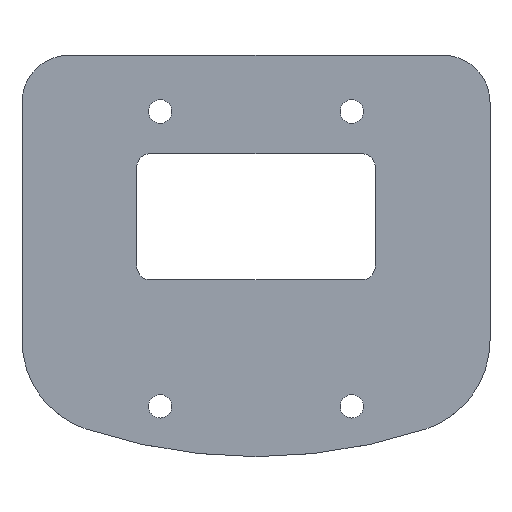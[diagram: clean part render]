
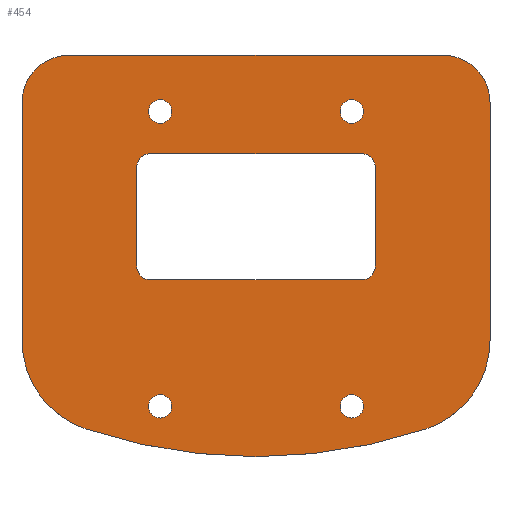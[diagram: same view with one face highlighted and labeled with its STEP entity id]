
A CAD part, top view. The second image highlights one B-rep face of the part: STEP entity #454.
In plain terms, the highlighted planar face has unit normal (0, 0, 1).
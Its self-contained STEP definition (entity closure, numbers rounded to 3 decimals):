
#15=FACE_BOUND('',#79,.T.);
#16=FACE_BOUND('',#80,.T.);
#17=FACE_BOUND('',#81,.T.);
#18=FACE_BOUND('',#82,.T.);
#19=FACE_BOUND('',#83,.T.);
#32=PLANE('',#519);
#55=FACE_OUTER_BOUND('',#78,.T.);
#78=EDGE_LOOP('',(#377,#378,#379,#380,#381,#382,#383,#384,#385));
#79=EDGE_LOOP('',(#386,#387,#388,#389,#390,#391,#392,#393));
#80=EDGE_LOOP('',(#394));
#81=EDGE_LOOP('',(#395));
#82=EDGE_LOOP('',(#396));
#83=EDGE_LOOP('',(#397));
#96=LINE('',#692,#131);
#100=LINE('',#704,#135);
#104=LINE('',#716,#139);
#108=LINE('',#728,#143);
#112=LINE('',#740,#147);
#116=LINE('',#752,#151);
#120=LINE('',#764,#155);
#131=VECTOR('',#555,10.);
#135=VECTOR('',#567,10.);
#139=VECTOR('',#579,10.);
#143=VECTOR('',#591,10.);
#147=VECTOR('',#603,10.);
#151=VECTOR('',#615,10.);
#155=VECTOR('',#627,10.);
#160=CIRCLE('',#471,2.5);
#162=CIRCLE('',#474,2.5);
#164=CIRCLE('',#477,2.5);
#166=CIRCLE('',#480,2.5);
#169=CIRCLE('',#485,3.);
#171=CIRCLE('',#489,3.);
#173=CIRCLE('',#493,3.);
#175=CIRCLE('',#497,3.);
#177=CIRCLE('',#501,10.);
#179=CIRCLE('',#505,10.);
#181=CIRCLE('',#509,20.);
#183=CIRCLE('',#512,115.);
#185=CIRCLE('',#515,115.);
#187=CIRCLE('',#518,20.);
#188=VERTEX_POINT('',#662);
#190=VERTEX_POINT('',#668);
#192=VERTEX_POINT('',#674);
#194=VERTEX_POINT('',#680);
#198=VERTEX_POINT('',#689);
#199=VERTEX_POINT('',#691);
#201=VERTEX_POINT('',#697);
#203=VERTEX_POINT('',#703);
#205=VERTEX_POINT('',#709);
#207=VERTEX_POINT('',#715);
#209=VERTEX_POINT('',#721);
#211=VERTEX_POINT('',#727);
#214=VERTEX_POINT('',#737);
#215=VERTEX_POINT('',#739);
#217=VERTEX_POINT('',#745);
#219=VERTEX_POINT('',#751);
#221=VERTEX_POINT('',#757);
#223=VERTEX_POINT('',#763);
#225=VERTEX_POINT('',#769);
#227=VERTEX_POINT('',#775);
#229=VERTEX_POINT('',#781);
#230=EDGE_CURVE('',#188,#188,#160,.T.);
#233=EDGE_CURVE('',#190,#190,#162,.T.);
#236=EDGE_CURVE('',#192,#192,#164,.T.);
#239=EDGE_CURVE('',#194,#194,#166,.T.);
#244=EDGE_CURVE('',#199,#198,#96,.T.);
#247=EDGE_CURVE('',#201,#199,#169,.T.);
#250=EDGE_CURVE('',#203,#201,#100,.T.);
#253=EDGE_CURVE('',#205,#203,#171,.T.);
#256=EDGE_CURVE('',#207,#205,#104,.T.);
#259=EDGE_CURVE('',#209,#207,#173,.T.);
#262=EDGE_CURVE('',#211,#209,#108,.T.);
#265=EDGE_CURVE('',#198,#211,#175,.T.);
#268=EDGE_CURVE('',#215,#214,#112,.T.);
#271=EDGE_CURVE('',#217,#215,#177,.T.);
#274=EDGE_CURVE('',#219,#217,#116,.T.);
#277=EDGE_CURVE('',#221,#219,#179,.T.);
#280=EDGE_CURVE('',#223,#221,#120,.T.);
#283=EDGE_CURVE('',#225,#223,#181,.T.);
#286=EDGE_CURVE('',#227,#225,#183,.T.);
#289=EDGE_CURVE('',#229,#227,#185,.T.);
#292=EDGE_CURVE('',#214,#229,#187,.T.);
#377=ORIENTED_EDGE('',*,*,#292,.T.);
#378=ORIENTED_EDGE('',*,*,#289,.T.);
#379=ORIENTED_EDGE('',*,*,#286,.T.);
#380=ORIENTED_EDGE('',*,*,#283,.T.);
#381=ORIENTED_EDGE('',*,*,#280,.T.);
#382=ORIENTED_EDGE('',*,*,#277,.T.);
#383=ORIENTED_EDGE('',*,*,#274,.T.);
#384=ORIENTED_EDGE('',*,*,#271,.T.);
#385=ORIENTED_EDGE('',*,*,#268,.T.);
#386=ORIENTED_EDGE('',*,*,#265,.T.);
#387=ORIENTED_EDGE('',*,*,#262,.T.);
#388=ORIENTED_EDGE('',*,*,#259,.T.);
#389=ORIENTED_EDGE('',*,*,#256,.T.);
#390=ORIENTED_EDGE('',*,*,#253,.T.);
#391=ORIENTED_EDGE('',*,*,#250,.T.);
#392=ORIENTED_EDGE('',*,*,#247,.T.);
#393=ORIENTED_EDGE('',*,*,#244,.T.);
#394=ORIENTED_EDGE('',*,*,#239,.T.);
#395=ORIENTED_EDGE('',*,*,#236,.T.);
#396=ORIENTED_EDGE('',*,*,#233,.T.);
#397=ORIENTED_EDGE('',*,*,#230,.T.);
#454=ADVANCED_FACE('',(#55,#15,#16,#17,#18,#19),#32,.T.);
#471=AXIS2_PLACEMENT_3D('',#663,#525,#526);
#474=AXIS2_PLACEMENT_3D('',#669,#532,#533);
#477=AXIS2_PLACEMENT_3D('',#675,#539,#540);
#480=AXIS2_PLACEMENT_3D('',#681,#546,#547);
#485=AXIS2_PLACEMENT_3D('',#698,#561,#562);
#489=AXIS2_PLACEMENT_3D('',#710,#573,#574);
#493=AXIS2_PLACEMENT_3D('',#722,#585,#586);
#497=AXIS2_PLACEMENT_3D('',#732,#597,#598);
#501=AXIS2_PLACEMENT_3D('',#746,#609,#610);
#505=AXIS2_PLACEMENT_3D('',#758,#621,#622);
#509=AXIS2_PLACEMENT_3D('',#770,#633,#634);
#512=AXIS2_PLACEMENT_3D('',#776,#640,#641);
#515=AXIS2_PLACEMENT_3D('',#782,#647,#648);
#518=AXIS2_PLACEMENT_3D('',#786,#654,#655);
#519=AXIS2_PLACEMENT_3D('',#787,#656,#657);
#525=DIRECTION('center_axis',(0.,0.,-1.));
#526=DIRECTION('ref_axis',(1.,0.,0.));
#532=DIRECTION('center_axis',(0.,0.,-1.));
#533=DIRECTION('ref_axis',(1.,0.,0.));
#539=DIRECTION('center_axis',(0.,0.,-1.));
#540=DIRECTION('ref_axis',(1.,0.,0.));
#546=DIRECTION('center_axis',(0.,0.,-1.));
#547=DIRECTION('ref_axis',(1.,0.,0.));
#555=DIRECTION('',(1.,0.,0.));
#561=DIRECTION('center_axis',(0.,0.,-1.));
#562=DIRECTION('ref_axis',(0.,1.,0.));
#567=DIRECTION('',(0.,1.,0.));
#573=DIRECTION('center_axis',(0.,0.,-1.));
#574=DIRECTION('ref_axis',(-1.,0.,0.));
#579=DIRECTION('',(-1.,0.,0.));
#585=DIRECTION('center_axis',(0.,0.,-1.));
#586=DIRECTION('ref_axis',(0.,-1.,0.));
#591=DIRECTION('',(0.,-1.,0.));
#597=DIRECTION('center_axis',(0.,0.,-1.));
#598=DIRECTION('ref_axis',(1.,0.,0.));
#603=DIRECTION('',(0.,-1.,0.));
#609=DIRECTION('center_axis',(0.,0.,1.));
#610=DIRECTION('ref_axis',(0.,1.,0.));
#615=DIRECTION('',(-1.,0.,0.));
#621=DIRECTION('center_axis',(0.,0.,1.));
#622=DIRECTION('ref_axis',(1.,0.,0.));
#627=DIRECTION('',(0.,1.,0.));
#633=DIRECTION('center_axis',(0.,0.,1.));
#634=DIRECTION('ref_axis',(0.316,-0.949,0.));
#640=DIRECTION('center_axis',(0.,0.,1.));
#641=DIRECTION('ref_axis',(0.,-1.,0.));
#647=DIRECTION('center_axis',(0.,0.,1.));
#648=DIRECTION('ref_axis',(-0.316,-0.949,0.));
#654=DIRECTION('center_axis',(0.,0.,1.));
#655=DIRECTION('ref_axis',(-1.,0.,0.));
#656=DIRECTION('center_axis',(0.,0.,1.));
#657=DIRECTION('ref_axis',(1.,0.,0.));
#662=CARTESIAN_POINT('',(18.,30.875,1.));
#663=CARTESIAN_POINT('Origin',(20.5,30.875,1.));
#668=CARTESIAN_POINT('',(-23.,-32.125,1.));
#669=CARTESIAN_POINT('Origin',(-20.5,-32.125,1.));
#674=CARTESIAN_POINT('',(18.,-32.125,1.));
#675=CARTESIAN_POINT('Origin',(20.5,-32.125,1.));
#680=CARTESIAN_POINT('',(-23.,30.875,1.));
#681=CARTESIAN_POINT('Origin',(-20.5,30.875,1.));
#689=CARTESIAN_POINT('',(22.5,21.875,1.));
#691=CARTESIAN_POINT('',(-22.5,21.875,1.));
#692=CARTESIAN_POINT('',(-22.5,21.875,1.));
#697=CARTESIAN_POINT('',(-25.5,18.875,1.));
#698=CARTESIAN_POINT('Origin',(-22.5,18.875,1.));
#703=CARTESIAN_POINT('',(-25.5,-2.125,1.));
#704=CARTESIAN_POINT('',(-25.5,-2.125,1.));
#709=CARTESIAN_POINT('',(-22.5,-5.125,1.));
#710=CARTESIAN_POINT('Origin',(-22.5,-2.125,1.));
#715=CARTESIAN_POINT('',(22.5,-5.125,1.));
#716=CARTESIAN_POINT('',(22.5,-5.125,1.));
#721=CARTESIAN_POINT('',(25.5,-2.125,1.));
#722=CARTESIAN_POINT('Origin',(22.5,-2.125,1.));
#727=CARTESIAN_POINT('',(25.5,18.875,1.));
#728=CARTESIAN_POINT('',(25.5,18.875,1.));
#732=CARTESIAN_POINT('Origin',(22.5,18.875,1.));
#737=CARTESIAN_POINT('',(-50.,-18.014,1.));
#739=CARTESIAN_POINT('',(-50.,32.875,1.));
#740=CARTESIAN_POINT('',(-50.,-18.014,1.));
#745=CARTESIAN_POINT('',(-40.,42.875,1.));
#746=CARTESIAN_POINT('Origin',(-40.,32.875,1.));
#751=CARTESIAN_POINT('',(40.,42.875,1.));
#752=CARTESIAN_POINT('',(40.,42.875,1.));
#757=CARTESIAN_POINT('',(50.,32.875,1.));
#758=CARTESIAN_POINT('Origin',(40.,32.875,1.));
#763=CARTESIAN_POINT('',(50.,-18.014,1.));
#764=CARTESIAN_POINT('',(50.,-18.014,1.));
#769=CARTESIAN_POINT('',(36.316,-36.99,1.));
#770=CARTESIAN_POINT('Origin',(30.,-18.014,1.));
#775=CARTESIAN_POINT('',(0.,-42.875,1.));
#776=CARTESIAN_POINT('Origin',(0.,72.125,1.));
#781=CARTESIAN_POINT('',(-36.316,-36.99,1.));
#782=CARTESIAN_POINT('Origin',(0.,72.125,1.));
#786=CARTESIAN_POINT('Origin',(-30.,-18.014,1.));
#787=CARTESIAN_POINT('Origin',(0.,0.,1.));
